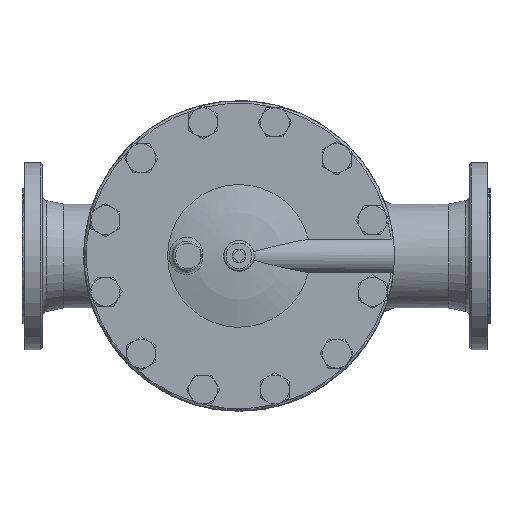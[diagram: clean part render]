
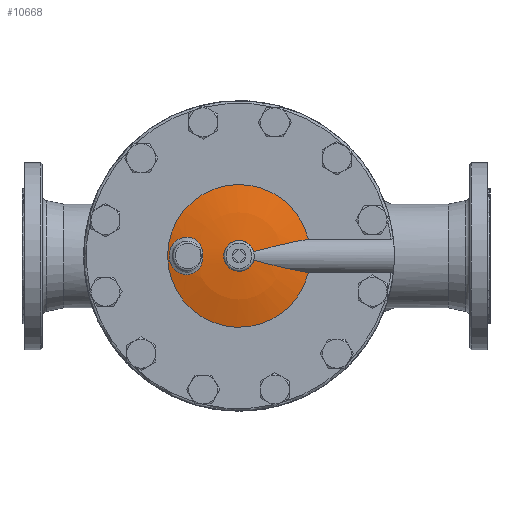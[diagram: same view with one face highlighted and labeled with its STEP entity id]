
A CAD part, top view. The second image highlights one B-rep face of the part: STEP entity #10668.
In plain terms, the highlighted spherical face has radius 299 mm.
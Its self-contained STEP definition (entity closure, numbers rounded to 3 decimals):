
#10300=CARTESIAN_POINT('',(81.546,-19.596,32.1));
#10301=VERTEX_POINT('',#10300);
#10308=CARTESIAN_POINT('',(81.546,19.596,32.1));
#10309=VERTEX_POINT('',#10308);
#10310=CARTESIAN_POINT('',(0.,0.0,32.1));
#10311=DIRECTION('',(0.0,0.0,-1.0));
#10312=DIRECTION('',(0.0,1.0,0.0));
#10313=AXIS2_PLACEMENT_3D('',#10310,#10311,#10312);
#10314=CIRCLE('',#10313,83.868);
#10315=EDGE_CURVE('',#10301,#10309,#10314,.T.);
#10545=CARTESIAN_POINT('',(17.337,4.841,43.561));
#10546=VERTEX_POINT('',#10545);
#10547=CARTESIAN_POINT('',(17.337,4.841,43.561));
#10548=CARTESIAN_POINT('',(19.981,5.574,43.395));
#10549=CARTESIAN_POINT('',(22.651,6.308,43.19));
#10550=CARTESIAN_POINT('',(33.013,9.116,42.242));
#10551=CARTESIAN_POINT('',(40.841,11.156,41.203));
#10552=CARTESIAN_POINT('',(56.455,14.89,38.46));
#10553=CARTESIAN_POINT('',(64.242,16.582,36.758));
#10554=CARTESIAN_POINT('',(75.113,18.572,33.939));
#10555=CARTESIAN_POINT('',(78.354,19.116,33.04));
#10556=CARTESIAN_POINT('',(81.546,19.596,32.1));
#10557=B_SPLINE_CURVE_WITH_KNOTS('',3,(#10547,#10548,#10549,#10550,#10551,#10552,#10553,#10554,#10555,#10556),.UNSPECIFIED.,.F.,.U.,(4,2,2,2,4),(10.757,11.543,13.782,16.021,16.988),.UNSPECIFIED.);
#10558=EDGE_CURVE('',#10546,#10309,#10557,.T.);
#10560=CARTESIAN_POINT('',(17.337,-4.841,43.561));
#10561=VERTEX_POINT('',#10560);
#10575=CARTESIAN_POINT('',(81.546,-19.596,32.1));
#10576=CARTESIAN_POINT('',(78.354,-19.116,33.04));
#10577=CARTESIAN_POINT('',(75.113,-18.572,33.939));
#10578=CARTESIAN_POINT('',(64.242,-16.582,36.758));
#10579=CARTESIAN_POINT('',(56.455,-14.89,38.46));
#10580=CARTESIAN_POINT('',(40.841,-11.156,41.203));
#10581=CARTESIAN_POINT('',(33.013,-9.116,42.242));
#10582=CARTESIAN_POINT('',(22.651,-6.308,43.19));
#10583=CARTESIAN_POINT('',(19.981,-5.574,43.395));
#10584=CARTESIAN_POINT('',(17.337,-4.841,43.561));
#10585=B_SPLINE_CURVE_WITH_KNOTS('',3,(#10575,#10576,#10577,#10578,#10579,#10580,#10581,#10582,#10583,#10584),.UNSPECIFIED.,.F.,.U.,(4,2,2,2,4),(1.273,2.239,4.479,6.718,7.504),.UNSPECIFIED.);
#10586=EDGE_CURVE('',#10301,#10561,#10585,.T.);
#10619=CARTESIAN_POINT('',(0.,0.0,43.561));
#10620=DIRECTION('',(0.0,0.0,-1.0));
#10621=DIRECTION('',(1.0,0.0,0.0));
#10622=AXIS2_PLACEMENT_3D('',#10619,#10620,#10621);
#10623=CIRCLE('',#10622,18.);
#10624=EDGE_CURVE('',#10561,#10546,#10623,.T.);
#10629=CARTESIAN_POINT('',(0.0,0.0,-254.897));
#10630=DIRECTION('',(0.0,0.0,1.0));
#10631=DIRECTION('',(1.0,0.0,0.0));
#10632=AXIS2_PLACEMENT_3D('',#10629,#10630,#10631);
#10633=SPHERICAL_SURFACE('',#10632,299.);
#10634=CARTESIAN_POINT('',(-68.802,20.621,35.348));
#10635=VERTEX_POINT('',#10634);
#10636=CARTESIAN_POINT('',(-68.803,20.622,35.348));
#10637=CARTESIAN_POINT('',(-71.685,19.442,34.748));
#10638=CARTESIAN_POINT('',(-76.946,15.678,33.662));
#10639=CARTESIAN_POINT('',(-81.706,7.188,32.687));
#10640=CARTESIAN_POINT('',(-82.675,-2.535,32.49));
#10641=CARTESIAN_POINT('',(-80.015,-10.805,33.033));
#10642=CARTESIAN_POINT('',(-75.426,-16.677,33.976));
#10643=CARTESIAN_POINT('',(-70.22,-20.342,35.052));
#10644=CARTESIAN_POINT('',(-64.183,-22.221,36.31));
#10645=CARTESIAN_POINT('',(-55.734,-22.076,38.089));
#10646=CARTESIAN_POINT('',(-48.582,-17.921,39.634));
#10647=CARTESIAN_POINT('',(-44.581,-11.6,40.546));
#10648=CARTESIAN_POINT('',(-43.067,-7.076,40.914));
#10649=CARTESIAN_POINT('',(-42.543,-2.261,41.065));
#10650=CARTESIAN_POINT('',(-42.55,2.47,41.062));
#10651=CARTESIAN_POINT('',(-43.107,7.239,40.904));
#10652=CARTESIAN_POINT('',(-45.165,13.287,40.404));
#10653=CARTESIAN_POINT('',(-50.45,19.511,39.224));
#10654=CARTESIAN_POINT('',(-59.547,22.79,37.281));
#10655=CARTESIAN_POINT('',(-65.92,21.803,35.947));
#10656=CARTESIAN_POINT('',(-68.803,20.622,35.348));
#10657=B_SPLINE_CURVE_WITH_KNOTS('',3,(#10636,#10637,#10638,#10639,#10640,#10641,#10642,#10643,#10644,#10645,#10646,#10647,#10648,#10649,#10650,#10651,#10652,#10653,#10654,#10655,#10656),.UNSPECIFIED.,.T.,.U.,(4,1,1,1,1,1,1,1,1,1,1,1,1,1,1,1,1,1,4),(0.0,0.97,1.94,2.909,3.879,4.526,5.172,5.819,6.465,7.758,8.243,8.728,9.213,9.698,10.183,10.668,11.637,12.607,13.577),.UNSPECIFIED.);
#10658=EDGE_CURVE('',#10635,#10635,#10657,.T.);
#10659=ORIENTED_EDGE('',*,*,#10658,.F.);
#10660=EDGE_LOOP('',(#10659));
#10661=FACE_OUTER_BOUND('',#10660,.T.);
#10662=ORIENTED_EDGE('',*,*,#10586,.T.);
#10663=ORIENTED_EDGE('',*,*,#10624,.T.);
#10664=ORIENTED_EDGE('',*,*,#10558,.T.);
#10665=ORIENTED_EDGE('',*,*,#10315,.F.);
#10666=EDGE_LOOP('',(#10662,#10663,#10664,#10665));
#10667=FACE_BOUND('',#10666,.T.);
#10668=ADVANCED_FACE('',(#10661,#10667),#10633,.T.);
